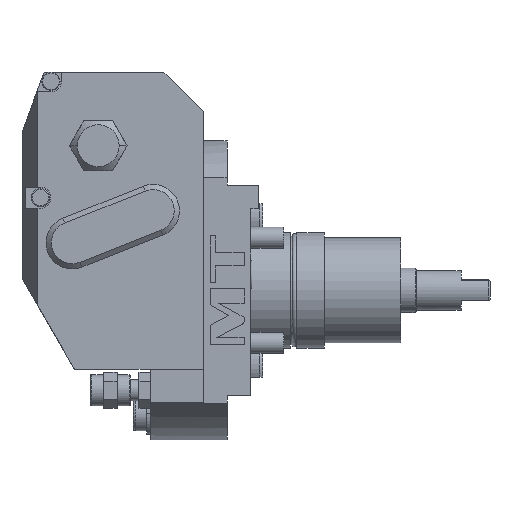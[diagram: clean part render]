
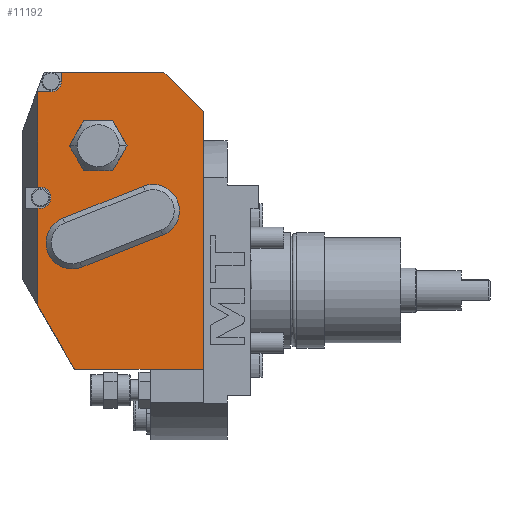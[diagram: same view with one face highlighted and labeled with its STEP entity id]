
A CAD part, front view. The second image highlights one B-rep face of the part: STEP entity #11192.
In plain terms, the highlighted planar face has unit normal (0, -1, 0).
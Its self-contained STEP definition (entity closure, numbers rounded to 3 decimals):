
#59=DIRECTION('',(-1.,0.,0.));
#60=VECTOR('',#59,49.);
#61=CARTESIAN_POINT('',(-18.,-67.,-30.));
#62=LINE('',#61,#60);
#85=DIRECTION('',(0.,0.,-1.));
#86=VECTOR('',#85,98.);
#87=CARTESIAN_POINT('',(-18.,-67.,68.));
#88=LINE('',#87,#86);
#101=DIRECTION('',(-0.707,0.,0.707));
#102=VECTOR('',#101,21.213);
#103=CARTESIAN_POINT('',(-18.,-67.,68.));
#104=LINE('',#103,#102);
#113=DIRECTION('',(1.,0.,0.));
#114=VECTOR('',#113,39.);
#115=CARTESIAN_POINT('',(-72.,-67.,83.));
#116=LINE('',#115,#114);
#173=DIRECTION('',(-0.5,0.,0.866));
#174=VECTOR('',#173,28.);
#175=CARTESIAN_POINT('',(-67.,-67.,-30.));
#176=LINE('',#175,#174);
#4001=DIRECTION('',(0.,0.,-1.));
#4002=VECTOR('',#4001,37.001);
#4003=CARTESIAN_POINT('',(-81.,-67.,31.25));
#4004=LINE('',#4003,#4002);
#4005=DIRECTION('',(1.,0.,0.));
#4006=VECTOR('',#4005,1.);
#4007=CARTESIAN_POINT('',(-81.,-67.,31.25));
#4008=LINE('',#4007,#4006);
#4009=CARTESIAN_POINT('',(-80.,-67.,35.25));
#4010=DIRECTION('',(0.,-1.,0.));
#4011=DIRECTION('',(0.,0.,-1.));
#4012=AXIS2_PLACEMENT_3D('',#4009,#4010,#4011);
#4014=DIRECTION('',(1.,0.,0.));
#4015=VECTOR('',#4014,1.);
#4016=CARTESIAN_POINT('',(-81.,-67.,39.25));
#4017=LINE('',#4016,#4015);
#4018=DIRECTION('',(0.,0.,-1.));
#4019=VECTOR('',#4018,36.25);
#4020=CARTESIAN_POINT('',(-81.,-67.,75.5));
#4021=LINE('',#4020,#4019);
#4022=DIRECTION('',(1.,0.,0.));
#4023=VECTOR('',#4022,5.);
#4024=CARTESIAN_POINT('',(-81.,-67.,75.5));
#4025=LINE('',#4024,#4023);
#4026=DIRECTION('',(0.,0.,-1.));
#4027=VECTOR('',#4026,3.5);
#4028=CARTESIAN_POINT('',(-72.,-67.,83.));
#4029=LINE('',#4028,#4027);
#4030=CARTESIAN_POINT('',(-67.874,-67.,18.123));
#4031=DIRECTION('',(0.,1.,0.));
#4032=DIRECTION('',(0.368,0.,-0.93));
#4033=AXIS2_PLACEMENT_3D('',#4030,#4031,#4032);
#4035=DIRECTION('',(-0.93,0.,-0.368));
#4036=VECTOR('',#4035,33.069);
#4037=CARTESIAN_POINT('',(-33.445,-67.,20.987));
#4038=LINE('',#4037,#4036);
#4039=CARTESIAN_POINT('',(-37.123,-67.,30.286));
#4040=DIRECTION('',(0.,1.,0.));
#4041=DIRECTION('',(-0.368,0.,0.93));
#4042=AXIS2_PLACEMENT_3D('',#4039,#4040,#4041);
#4044=DIRECTION('',(0.93,0.,0.368));
#4045=VECTOR('',#4044,33.069);
#4046=CARTESIAN_POINT('',(-71.552,-67.,27.422));
#4047=LINE('',#4046,#4045);
#4133=CARTESIAN_POINT('',(-76.,-67.,79.5));
#4134=DIRECTION('',(0.,1.,0.));
#4135=DIRECTION('',(1.,0.,0.));
#4136=AXIS2_PLACEMENT_3D('',#4133,#4134,#4135);
#4147=CARTESIAN_POINT('',(-58.,-67.,55.));
#4148=DIRECTION('',(0.,1.,0.));
#4149=DIRECTION('',(-1.,0.,0.));
#4150=AXIS2_PLACEMENT_3D('',#4147,#4148,#4149);
#4152=CARTESIAN_POINT('',(-58.,-67.,55.));
#4153=DIRECTION('',(0.,1.,0.));
#4154=DIRECTION('',(1.,0.,0.));
#4155=AXIS2_PLACEMENT_3D('',#4152,#4153,#4154);
#5598=CARTESIAN_POINT('',(-64.196,-67.,8.824));
#5599=CARTESIAN_POINT('',(-71.552,-67.,27.422));
#5600=VERTEX_POINT('',#5598);
#5601=VERTEX_POINT('',#5599);
#5602=CARTESIAN_POINT('',(-40.801,-67.,39.585));
#5603=VERTEX_POINT('',#5602);
#5604=CARTESIAN_POINT('',(-33.445,-67.,20.987));
#5605=VERTEX_POINT('',#5604);
#5606=CARTESIAN_POINT('',(-18.,-67.,-30.));
#5607=CARTESIAN_POINT('',(-67.,-67.,-30.));
#5608=VERTEX_POINT('',#5606);
#5609=VERTEX_POINT('',#5607);
#5610=CARTESIAN_POINT('',(-18.,-67.,68.));
#5611=VERTEX_POINT('',#5610);
#5612=CARTESIAN_POINT('',(-33.,-67.,83.));
#5613=VERTEX_POINT('',#5612);
#5630=CARTESIAN_POINT('',(-72.,-67.,83.));
#5632=VERTEX_POINT('',#5630);
#5634=CARTESIAN_POINT('',(-72.,-67.,79.5));
#5635=VERTEX_POINT('',#5634);
#5643=CARTESIAN_POINT('',(-81.,-67.,-5.751));
#5645=VERTEX_POINT('',#5643);
#5647=CARTESIAN_POINT('',(-81.,-67.,75.5));
#5649=VERTEX_POINT('',#5647);
#5650=CARTESIAN_POINT('',(-76.,-67.,75.5));
#5651=VERTEX_POINT('',#5650);
#5654=CARTESIAN_POINT('',(-81.,-67.,31.25));
#5655=VERTEX_POINT('',#5654);
#5656=CARTESIAN_POINT('',(-81.,-67.,39.25));
#5657=VERTEX_POINT('',#5656);
#5659=CARTESIAN_POINT('',(-80.,-67.,39.25));
#5661=VERTEX_POINT('',#5659);
#5663=CARTESIAN_POINT('',(-80.,-67.,31.25));
#5665=VERTEX_POINT('',#5663);
#6045=CARTESIAN_POINT('',(-64.,-67.,55.));
#6046=CARTESIAN_POINT('',(-52.,-67.,55.));
#6047=VERTEX_POINT('',#6045);
#6048=VERTEX_POINT('',#6046);
#11152=CARTESIAN_POINT('',(-48.5,-67.,0.));
#11153=DIRECTION('',(0.,-1.,0.));
#11154=DIRECTION('',(0.,0.,1.));
#11155=AXIS2_PLACEMENT_3D('',#11152,#11153,#11154);
#11156=PLANE('',#11155);
#11157=ORIENTED_EDGE('',*,*,#6436,.T.);
#11158=ORIENTED_EDGE('',*,*,#11031,.F.);
#11160=ORIENTED_EDGE('',*,*,#11159,.T.);
#11162=ORIENTED_EDGE('',*,*,#11161,.T.);
#11164=ORIENTED_EDGE('',*,*,#11163,.F.);
#11165=ORIENTED_EDGE('',*,*,#11023,.F.);
#11166=ORIENTED_EDGE('',*,*,#11047,.T.);
#11168=ORIENTED_EDGE('',*,*,#11167,.F.);
#11169=ORIENTED_EDGE('',*,*,#11144,.F.);
#11170=ORIENTED_EDGE('',*,*,#6374,.T.);
#11171=ORIENTED_EDGE('',*,*,#6357,.F.);
#11172=ORIENTED_EDGE('',*,*,#6340,.T.);
#11173=ORIENTED_EDGE('',*,*,#6314,.T.);
#11174=EDGE_LOOP('',(#11157,#11158,#11160,#11162,#11164,#11165,#11166,#11168,
#11169,#11170,#11171,#11172,#11173));
#11175=FACE_OUTER_BOUND('',#11174,.F.);
#11177=ORIENTED_EDGE('',*,*,#11176,.F.);
#11179=ORIENTED_EDGE('',*,*,#11178,.F.);
#11180=EDGE_LOOP('',(#11177,#11179));
#11181=FACE_BOUND('',#11180,.F.);
#11183=ORIENTED_EDGE('',*,*,#11182,.F.);
#11185=ORIENTED_EDGE('',*,*,#11184,.F.);
#11187=ORIENTED_EDGE('',*,*,#11186,.F.);
#11189=ORIENTED_EDGE('',*,*,#11188,.F.);
#11190=EDGE_LOOP('',(#11183,#11185,#11187,#11189));
#11191=FACE_BOUND('',#11190,.F.);
#11192=ADVANCED_FACE('',(#11175,#11181,#11191),#11156,.T.);
#4013=CIRCLE('',#4012,4.);
#4034=CIRCLE('',#4033,10.);
#4043=CIRCLE('',#4042,10.);
#4137=CIRCLE('',#4136,4.);
#4151=CIRCLE('',#4150,6.);
#4156=CIRCLE('',#4155,6.);
#6314=EDGE_CURVE('',#5608,#5609,#62,.T.);
#6340=EDGE_CURVE('',#5611,#5608,#88,.T.);
#6357=EDGE_CURVE('',#5611,#5613,#104,.T.);
#6374=EDGE_CURVE('',#5632,#5613,#116,.T.);
#6436=EDGE_CURVE('',#5609,#5645,#176,.T.);
#11023=EDGE_CURVE('',#5649,#5657,#4021,.T.);
#11031=EDGE_CURVE('',#5655,#5645,#4004,.T.);
#11047=EDGE_CURVE('',#5649,#5651,#4025,.T.);
#11144=EDGE_CURVE('',#5632,#5635,#4029,.T.);
#11159=EDGE_CURVE('',#5655,#5665,#4008,.T.);
#11161=EDGE_CURVE('',#5665,#5661,#4013,.T.);
#11163=EDGE_CURVE('',#5657,#5661,#4017,.T.);
#11167=EDGE_CURVE('',#5635,#5651,#4137,.T.);
#11176=EDGE_CURVE('',#6047,#6048,#4151,.T.);
#11178=EDGE_CURVE('',#6048,#6047,#4156,.T.);
#11182=EDGE_CURVE('',#5600,#5601,#4034,.T.);
#11184=EDGE_CURVE('',#5605,#5600,#4038,.T.);
#11186=EDGE_CURVE('',#5603,#5605,#4043,.T.);
#11188=EDGE_CURVE('',#5601,#5603,#4047,.T.);
